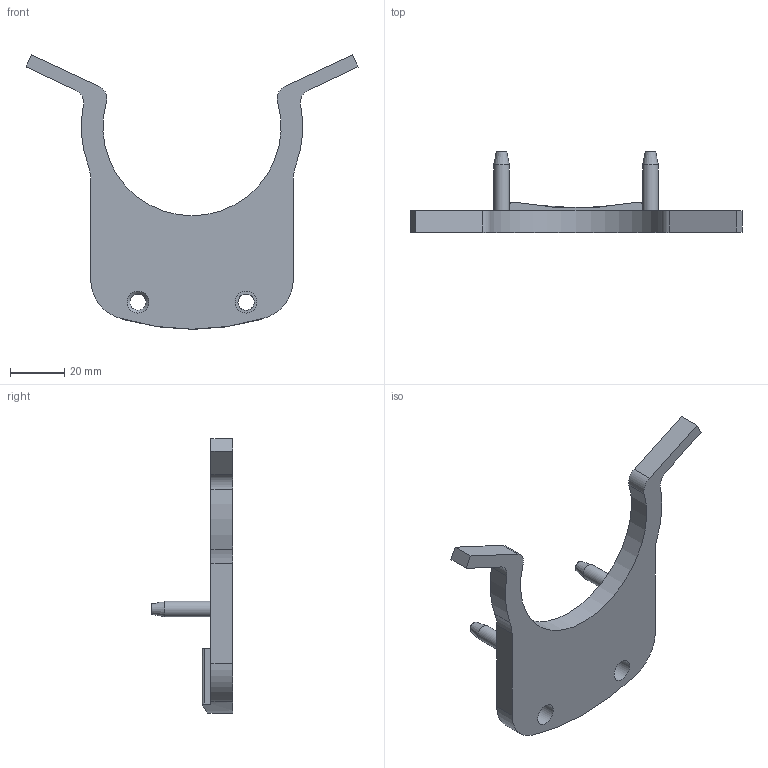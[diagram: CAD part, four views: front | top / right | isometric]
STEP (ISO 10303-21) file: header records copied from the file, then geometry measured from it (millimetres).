
FILE_DESCRIPTION(/* description */ ('','CAx-IF Rec.Pracs.---Representation and Presentation of Product Manufacturing Information (PMI)---4.0---2014-10-13'),/* implementation_level */ '2;1');
FILE_NAME(/* name */ 'BT-100-JIG_Base.stp',/* time_stamp */ '2024-12-14T18:43:25+01:00',/* author */ ('admin'),/* organization */ (''),/* preprocessor_version */ 'ST-DEVELOPER v18.1',/* originating_system */ 'Autodesk Inventor 2021',/* authorisation */ '');
FILE_SCHEMA (('AP242_MANAGED_MODEL_BASED_3D_ENGINEERING_MIM_LF { 1 0 10303 442 1 1 4 }'));
Length unit declared in the file: millimetre
Products named in the file (1): BT-100-JIG_Base
Bounding box: 122.89 x 30 x 101.56 mm (x, y, z)
Volume: 36049.2 mm3; surface area: 13730.5 mm2
Topology: 1 solids, 1 shells, 40 faces, 107 edges, 72 vertices
Faces by surface type: cylinder 21, plane 16, cone 3
Full cylindrical faces by diameter (mm): 5.8 x2, 6 x2, 8.1 x2
Entity records: 1405 total; most frequent: CARTESIAN_POINT 319, DIRECTION 226, ORIENTED_EDGE 214, EDGE_CURVE 107, AXIS2_PLACEMENT_3D 85, VERTEX_POINT 72, LINE 56, VECTOR 56
